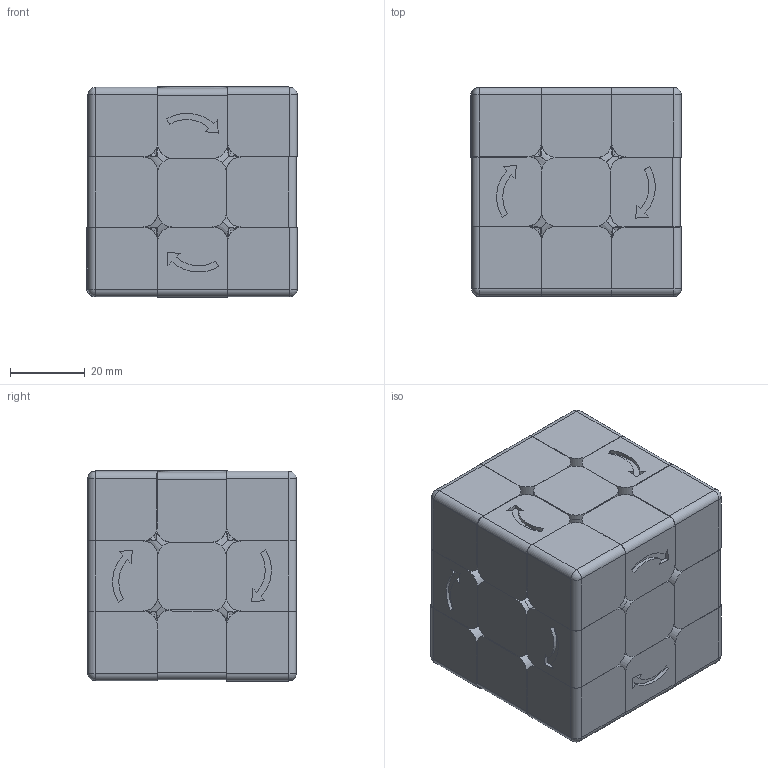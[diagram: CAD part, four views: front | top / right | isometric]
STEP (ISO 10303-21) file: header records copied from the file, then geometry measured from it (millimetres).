
FILE_DESCRIPTION(/* description */ (''),/* implementation_level */ '2;1');
FILE_NAME(/* name */ 'Latch cube.step',/* time_stamp */ '2024-02-29T22:20:38+01:00',/* author */ ('Javier'),/* organization */ (''),/* preprocessor_version */ 'ST-DEVELOPER v19',/* originating_system */ 'Autodesk Inventor 2023',/* authorisation */ '');
FILE_SCHEMA (('AUTOMOTIVE_DESIGN { 1 0 10303 214 3 1 1 }'));
Length unit declared in the file: millimetre
Products named in the file (6): Cubo; arista latch; arista latch contrario; tapa centro; Centro; Esquina
Assembly tree (32 placements, depth 2):
  Cubo
    Centro  x6
    tapa centro  x6
    arista latch  x6
    arista latch contrario  x6
    Esquina  x8
Bounding box: 56.25 x 55.75 x 56.1 mm (x, y, z)
Volume: 140276.4 mm3; surface area: 62479.3 mm2
Topology: 32 solids, 32 shells, 2370 faces, 5756 edges, 3444 vertices
Faces by surface type: plane 974, cylinder 868, sphere 240, bspline 144, cone 120, torus 24
Full cylindrical faces by diameter (mm): 3.5 x6, 7 x6
Entity records: 12137 total; most frequent: CARTESIAN_POINT 3026, DIRECTION 1876, ORIENTED_EDGE 1818, EDGE_CURVE 909, AXIS2_PLACEMENT_3D 678, VERTEX_POINT 543, LINE 520, VECTOR 520
